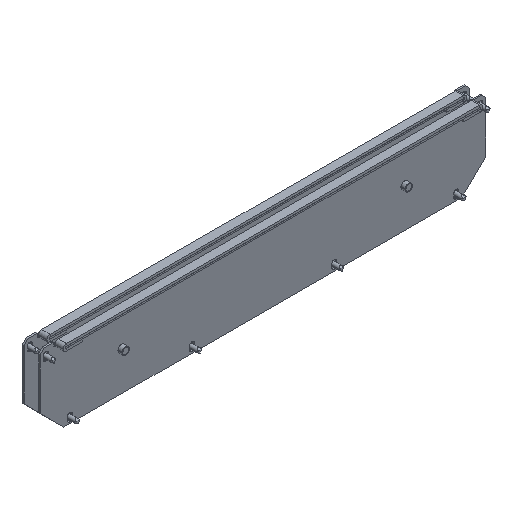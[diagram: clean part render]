
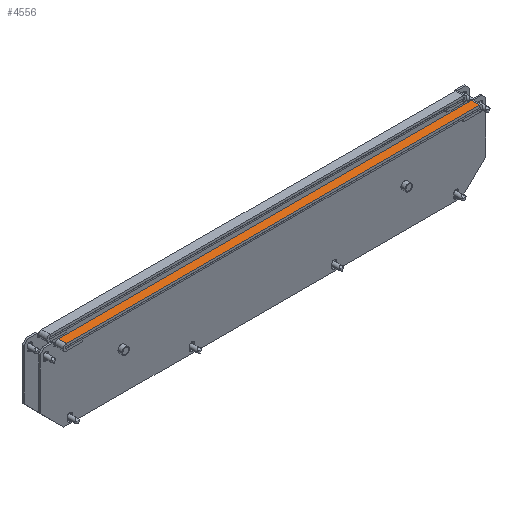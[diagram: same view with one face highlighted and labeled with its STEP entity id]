
A CAD part, isometric view. The second image highlights one B-rep face of the part: STEP entity #4556.
In plain terms, the highlighted face is planar.
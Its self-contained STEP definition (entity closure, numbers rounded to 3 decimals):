
#32 = LINE ( 'NONE', #298, #2862 ) ;
#45 = CARTESIAN_POINT ( 'NONE',  ( -5., -3., -254. ) ) ;
#57 = DIRECTION ( 'NONE',  ( 0., 0., 1. ) ) ;
#298 = CARTESIAN_POINT ( 'NONE',  ( -5., -3., 254. ) ) ;
#425 = PLANE ( 'NONE',  #4309 ) ;
#698 = LINE ( 'NONE', #2582, #3797 ) ;
#824 = EDGE_CURVE ( 'NONE', #1289, #4310, #1473, .T. ) ;
#956 = CARTESIAN_POINT ( 'NONE',  ( -5., -3., -254. ) ) ;
#1289 = VERTEX_POINT ( 'NONE', #956 ) ;
#1473 = LINE ( 'NONE', #4266, #5301 ) ;
#1669 = LINE ( 'NONE', #3798, #2399 ) ;
#1867 = FACE_OUTER_BOUND ( 'NONE', #4937, .T. ) ;
#2399 = VECTOR ( 'NONE', #2970, 1000. ) ;
#2491 = ORIENTED_EDGE ( 'NONE', *, *, #5243, .T. ) ;
#2582 = CARTESIAN_POINT ( 'NONE',  ( -5., -3., -254. ) ) ;
#2590 = ORIENTED_EDGE ( 'NONE', *, *, #4314, .F. ) ;
#2862 = VECTOR ( 'NONE', #4485, 1000. ) ;
#2970 = DIRECTION ( 'NONE',  ( 0., 0., 1. ) ) ;
#3286 = VERTEX_POINT ( 'NONE', #4080 ) ;
#3387 = DIRECTION ( 'NONE',  ( 1., 0., 0. ) ) ;
#3420 = DIRECTION ( 'NONE',  ( 1., 0., 0. ) ) ;
#3595 = EDGE_CURVE ( 'NONE', #1289, #4840, #698, .T. ) ;
#3797 = VECTOR ( 'NONE', #57, 1000. ) ;
#3798 = CARTESIAN_POINT ( 'NONE',  ( 5., -3., -254. ) ) ;
#4080 = CARTESIAN_POINT ( 'NONE',  ( 5., -3., 254. ) ) ;
#4226 = DIRECTION ( 'NONE',  ( 0., -1., 0. ) ) ;
#4266 = CARTESIAN_POINT ( 'NONE',  ( -5., -3., -254. ) ) ;
#4273 = ORIENTED_EDGE ( 'NONE', *, *, #3595, .F. ) ;
#4309 = AXIS2_PLACEMENT_3D ( 'NONE', #45, #4226, #3387 ) ;
#4310 = VERTEX_POINT ( 'NONE', #4941 ) ;
#4314 = EDGE_CURVE ( 'NONE', #4840, #3286, #32, .T. ) ;
#4485 = DIRECTION ( 'NONE',  ( 1., 0., 0. ) ) ;
#4537 = ORIENTED_EDGE ( 'NONE', *, *, #824, .T. ) ;
#4556 = ADVANCED_FACE ( 'NONE', ( #1867 ), #425, .T. ) ;
#4818 = CARTESIAN_POINT ( 'NONE',  ( -5., -3., 254. ) ) ;
#4840 = VERTEX_POINT ( 'NONE', #4818 ) ;
#4937 = EDGE_LOOP ( 'NONE', ( #2590, #4273, #4537, #2491 ) ) ;
#4941 = CARTESIAN_POINT ( 'NONE',  ( 5., -3., -254. ) ) ;
#5243 = EDGE_CURVE ( 'NONE', #4310, #3286, #1669, .T. ) ;
#5301 = VECTOR ( 'NONE', #3420, 1000. ) ;
